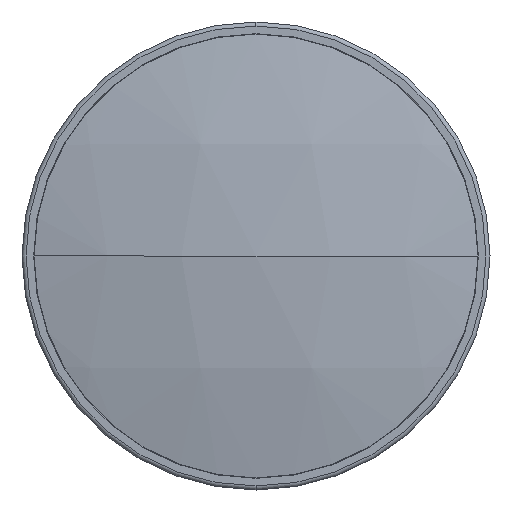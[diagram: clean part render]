
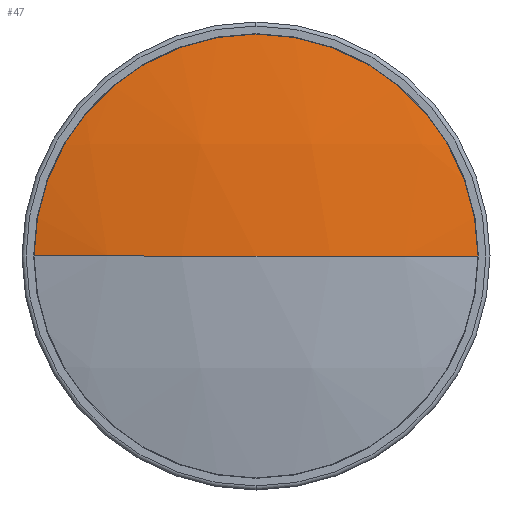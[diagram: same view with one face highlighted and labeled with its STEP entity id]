
A CAD part, left-side view. The second image highlights one B-rep face of the part: STEP entity #47.
In plain terms, the highlighted spherical face has radius 252 mm.
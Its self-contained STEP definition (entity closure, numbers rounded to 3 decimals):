
#47 = ADVANCED_FACE ( 'NONE', ( #961 ), #962, .T. ) ;
#230 = VERTEX_POINT ( 'NONE', #1667 ) ;
#231 = VERTEX_POINT ( 'NONE', #1658 ) ;
#548 = AXIS2_PLACEMENT_3D ( 'NONE', #757, #765, #766 ) ;
#757 = CARTESIAN_POINT ( 'NONE',  ( -47.492, 0., 0. ) ) ;
#765 = DIRECTION ( 'NONE',  ( 0., 0., 1. ) ) ;
#766 = DIRECTION ( 'NONE',  ( 0., -1., 0. ) ) ;
#961 = FACE_OUTER_BOUND ( 'NONE', #2369, .T. ) ;
#962 = SPHERICAL_SURFACE ( 'NONE', #548, 252. ) ;
#1574 = CIRCLE ( 'NONE', #1887, 252. ) ;
#1575 = CIRCLE ( 'NONE', #1886, 55. ) ;
#1577 = CIRCLE ( 'NONE', #1888, 252. ) ;
#1658 = CARTESIAN_POINT ( 'NONE',  ( -299.492, 0., 0. ) ) ;
#1667 = CARTESIAN_POINT ( 'NONE',  ( -293.417, 55., 0. ) ) ;
#1836 = CARTESIAN_POINT ( 'NONE',  ( -293.417, 0., 0. ) ) ;
#1837 = DIRECTION ( 'NONE',  ( -1., 0., 0. ) ) ;
#1838 = DIRECTION ( 'NONE',  ( 0., 0., -1. ) ) ;
#1839 = CARTESIAN_POINT ( 'NONE',  ( -47.492, 0., 0. ) ) ;
#1840 = DIRECTION ( 'NONE',  ( 0., 0., 1. ) ) ;
#1841 = DIRECTION ( 'NONE',  ( 0., -1., 0. ) ) ;
#1842 = CARTESIAN_POINT ( 'NONE',  ( -47.492, 0., 0. ) ) ;
#1843 = DIRECTION ( 'NONE',  ( 0., 0., -1. ) ) ;
#1844 = DIRECTION ( 'NONE',  ( -1., 0., 0. ) ) ;
#1886 = AXIS2_PLACEMENT_3D ( 'NONE', #1836, #1837, #1838 ) ;
#1887 = AXIS2_PLACEMENT_3D ( 'NONE', #1839, #1840, #1841 ) ;
#1888 = AXIS2_PLACEMENT_3D ( 'NONE', #1842, #1843, #1844 ) ;
#1989 = CARTESIAN_POINT ( 'NONE',  ( -293.417, -55., 0. ) ) ;
#2289 = EDGE_CURVE ( 'NONE', #2405, #230, #1575, .T. ) ;
#2290 = EDGE_CURVE ( 'NONE', #230, #231, #1574, .T. ) ;
#2291 = EDGE_CURVE ( 'NONE', #2405, #231, #1577, .T. ) ;
#2369 = EDGE_LOOP ( 'NONE', ( #2408, #2406, #2409 ) ) ;
#2405 = VERTEX_POINT ( 'NONE', #1989 ) ;
#2406 = ORIENTED_EDGE ( 'NONE', *, *, #2290, .T. ) ;
#2408 = ORIENTED_EDGE ( 'NONE', *, *, #2289, .T. ) ;
#2409 = ORIENTED_EDGE ( 'NONE', *, *, #2291, .F. ) ;
